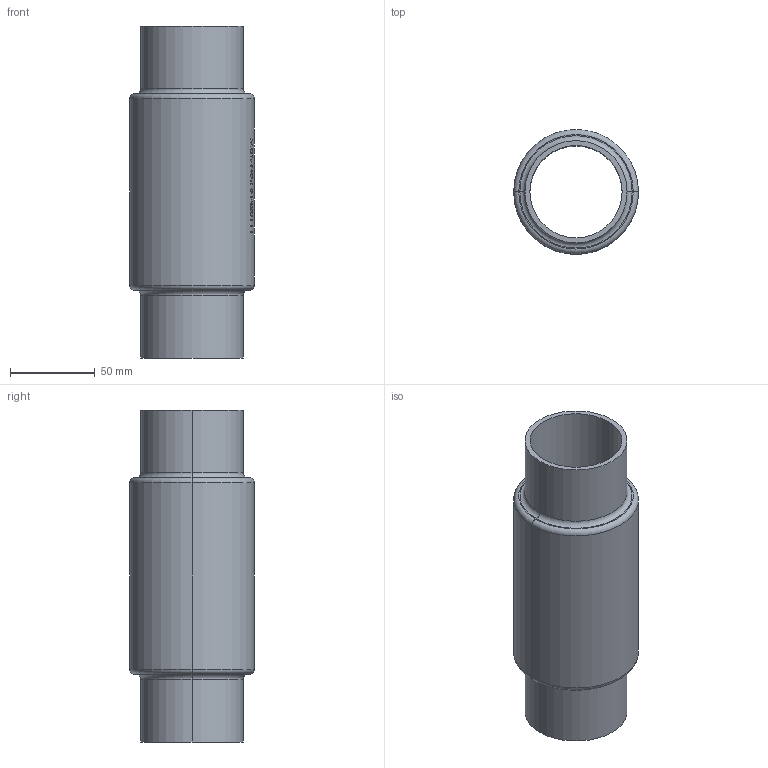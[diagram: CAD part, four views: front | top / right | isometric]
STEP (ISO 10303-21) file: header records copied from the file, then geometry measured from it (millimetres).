
FILE_DESCRIPTION (( 'STEP AP214' ), '1' );
FILE_NAME ('7110000_DN050_ PN10_51420111.STEP', '2022-03-03T11:10:01', ( 'axxx' ), ( 'Hewlett-Packard Company' ), 'SwSTEP 2.0', 'SolidWorks 2019', '' );
FILE_SCHEMA (( 'AUTOMOTIVE_DESIGN' ));
Length unit declared in the file: millimetre
Products named in the file (1): 7110000_DN050_ PN10_51420111
Bounding box: 73.6 x 73.6 x 196 mm (x, y, z)
Volume: 263742.7 mm3; surface area: 81838.6 mm2
Topology: 1 solids, 1 shells, 486 faces, 1303 edges, 866 vertices
Faces by surface type: plane 244, bspline 196, cylinder 38, torus 8
Entity records: 26838 total; most frequent: CARTESIAN_POINT 16077, ORIENTED_EDGE 2606, DIRECTION 1527, EDGE_CURVE 1303, VERTEX_POINT 866, LINE 719, VECTOR 719, EDGE_LOOP 535
